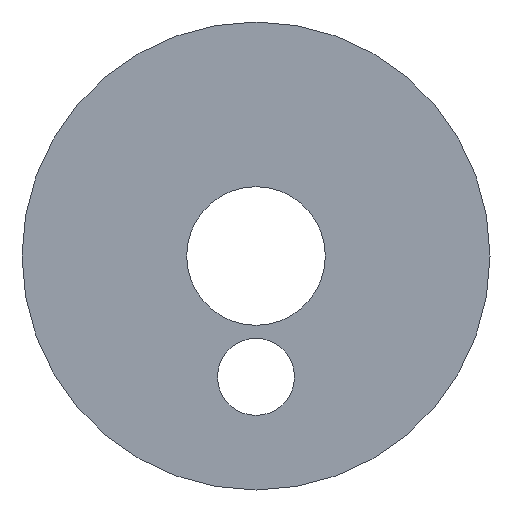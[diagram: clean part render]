
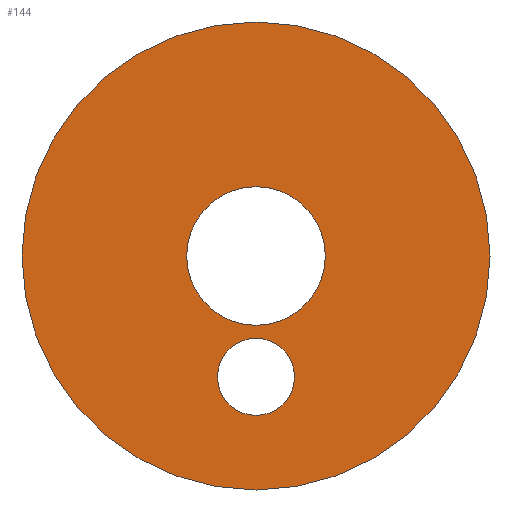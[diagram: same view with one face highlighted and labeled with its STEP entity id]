
A CAD part, front view. The second image highlights one B-rep face of the part: STEP entity #144.
In plain terms, the highlighted planar face has unit normal (0, -1, 0).
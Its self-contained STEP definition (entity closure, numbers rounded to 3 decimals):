
#23=FACE_BOUND('',#47,.T.);
#24=FACE_BOUND('',#48,.T.);
#29=PLANE('',#183);
#36=FACE_OUTER_BOUND('',#46,.T.);
#46=EDGE_LOOP('',(#119));
#47=EDGE_LOOP('',(#120));
#48=EDGE_LOOP('',(#121));
#67=CIRCLE('',#174,1.25);
#73=CIRCLE('',#184,7.6);
#74=CIRCLE('',#185,2.25);
#81=VERTEX_POINT('',#252);
#87=VERTEX_POINT('',#271);
#88=VERTEX_POINT('',#273);
#92=EDGE_CURVE('',#81,#81,#67,.T.);
#100=EDGE_CURVE('',#87,#87,#73,.T.);
#101=EDGE_CURVE('',#88,#88,#74,.T.);
#119=ORIENTED_EDGE('',*,*,#100,.F.);
#120=ORIENTED_EDGE('',*,*,#92,.T.);
#121=ORIENTED_EDGE('',*,*,#101,.F.);
#144=ADVANCED_FACE('',(#36,#23,#24),#29,.F.);
#174=AXIS2_PLACEMENT_3D('',#254,#202,#203);
#183=AXIS2_PLACEMENT_3D('',#270,#222,#223);
#184=AXIS2_PLACEMENT_3D('',#272,#224,#225);
#185=AXIS2_PLACEMENT_3D('',#274,#226,#227);
#202=DIRECTION('center_axis',(0.,1.,0.));
#203=DIRECTION('ref_axis',(1.,0.,0.));
#222=DIRECTION('center_axis',(0.,1.,0.));
#223=DIRECTION('ref_axis',(0.,0.,1.));
#224=DIRECTION('center_axis',(0.,1.,0.));
#225=DIRECTION('ref_axis',(-1.,0.,0.));
#226=DIRECTION('center_axis',(0.,-1.,0.));
#227=DIRECTION('ref_axis',(1.,0.,0.));
#252=CARTESIAN_POINT('',(-1.25,0.,-3.925));
#254=CARTESIAN_POINT('Origin',(0.,0.,-3.925));
#270=CARTESIAN_POINT('Origin',(0.,0.,0.));
#271=CARTESIAN_POINT('',(7.6,0.,0.));
#272=CARTESIAN_POINT('Origin',(0.,0.,0.));
#273=CARTESIAN_POINT('',(-2.25,0.,0.));
#274=CARTESIAN_POINT('Origin',(0.,0.,0.));
